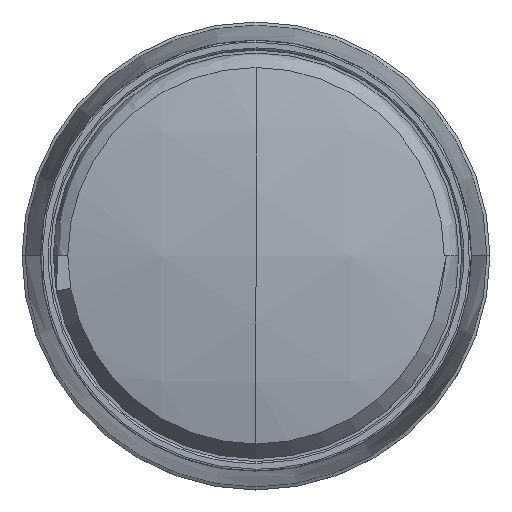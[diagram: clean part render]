
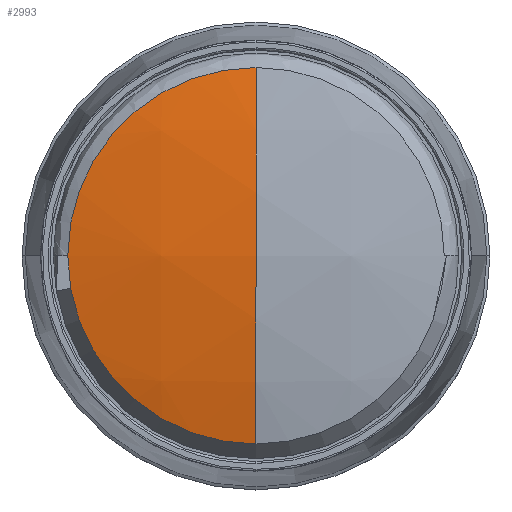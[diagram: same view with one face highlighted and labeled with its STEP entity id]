
A CAD part, top view. The second image highlights one B-rep face of the part: STEP entity #2993.
In plain terms, the highlighted spherical face has radius 135 mm.
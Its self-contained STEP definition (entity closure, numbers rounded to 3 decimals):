
#198 = CARTESIAN_POINT ( 'NONE',  ( 0., 0., -81.5 ) ) ;
#723 = VERTEX_POINT ( 'NONE', #6242 ) ;
#1287 = VERTEX_POINT ( 'NONE', #12418 ) ;
#1401 = DIRECTION ( 'NONE',  ( 0., 0., -1. ) ) ;
#2730 = DIRECTION ( 'NONE',  ( 0., 1., 0. ) ) ;
#2993 = ADVANCED_FACE ( 'NONE', ( #13653 ), #14952, .T. ) ;
#3523 = CARTESIAN_POINT ( 'NONE',  ( 0., 0., 50.085 ) ) ;
#3764 = AXIS2_PLACEMENT_3D ( 'NONE', #198, #15276, #13563 ) ;
#4465 = DIRECTION ( 'NONE',  ( -1., 0., 0. ) ) ;
#4587 = AXIS2_PLACEMENT_3D ( 'NONE', #16354, #14646, #12919 ) ;
#4931 = EDGE_CURVE ( 'NONE', #4933, #1287, #10467, .T. ) ;
#4933 = VERTEX_POINT ( 'NONE', #15052 ) ;
#6242 = CARTESIAN_POINT ( 'NONE',  ( 0., -30.17, 50.085 ) ) ;
#6343 = EDGE_LOOP ( 'NONE', ( #10441, #13323, #9452, #9778 ) ) ;
#6856 = DIRECTION ( 'NONE',  ( 0., 1., 0. ) ) ;
#7908 = CARTESIAN_POINT ( 'NONE',  ( 0., 0., -81.5 ) ) ;
#7958 = CARTESIAN_POINT ( 'NONE',  ( 0., 0., 53.5 ) ) ;
#8552 = DIRECTION ( 'NONE',  ( 0., 0., -1. ) ) ;
#9154 = AXIS2_PLACEMENT_3D ( 'NONE', #12001, #8552, #6856 ) ;
#9452 = ORIENTED_EDGE ( 'NONE', *, *, #10056, .F. ) ;
#9778 = ORIENTED_EDGE ( 'NONE', *, *, #4931, .F. ) ;
#9825 = VERTEX_POINT ( 'NONE', #7958 ) ;
#10056 = EDGE_CURVE ( 'NONE', #1287, #9825, #13602, .T. ) ;
#10441 = ORIENTED_EDGE ( 'NONE', *, *, #15190, .F. ) ;
#10467 = CIRCLE ( 'NONE', #9154, 30.17 ) ;
#12001 = CARTESIAN_POINT ( 'NONE',  ( 0., 0., 50.085 ) ) ;
#12418 = CARTESIAN_POINT ( 'NONE',  ( 0., 30.17, 50.085 ) ) ;
#12658 = CIRCLE ( 'NONE', #3764, 135. ) ;
#12919 = DIRECTION ( 'NONE',  ( 0., 1., 0. ) ) ;
#13323 = ORIENTED_EDGE ( 'NONE', *, *, #15269, .T. ) ;
#13563 = DIRECTION ( 'NONE',  ( 0., -1., 0. ) ) ;
#13602 = CIRCLE ( 'NONE', #4587, 135. ) ;
#13636 = AXIS2_PLACEMENT_3D ( 'NONE', #3523, #1401, #16482 ) ;
#13653 = FACE_OUTER_BOUND ( 'NONE', #6343, .T. ) ;
#14646 = DIRECTION ( 'NONE',  ( 1., 0., 0. ) ) ;
#14952 = SPHERICAL_SURFACE ( 'NONE', #16253, 135. ) ;
#15052 = CARTESIAN_POINT ( 'NONE',  ( -30.17, 0., 50.085 ) ) ;
#15190 = EDGE_CURVE ( 'NONE', #723, #4933, #16511, .T. ) ;
#15269 = EDGE_CURVE ( 'NONE', #723, #9825, #12658, .T. ) ;
#15276 = DIRECTION ( 'NONE',  ( -1., 0., 0. ) ) ;
#16253 = AXIS2_PLACEMENT_3D ( 'NONE', #7908, #4465, #2730 ) ;
#16354 = CARTESIAN_POINT ( 'NONE',  ( 0., 0., -81.5 ) ) ;
#16482 = DIRECTION ( 'NONE',  ( 0., 1., 0. ) ) ;
#16511 = CIRCLE ( 'NONE', #13636, 30.17 ) ;
